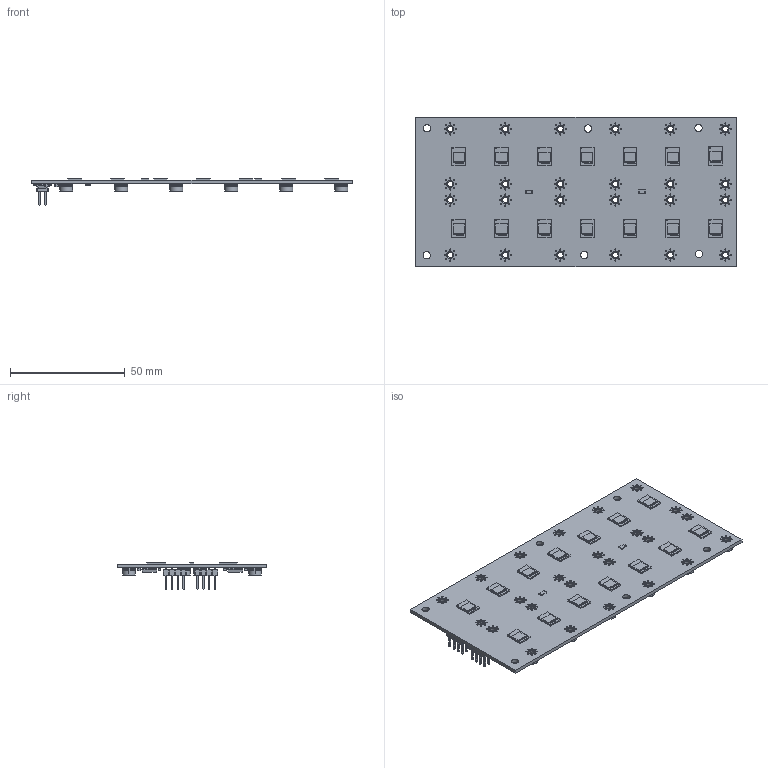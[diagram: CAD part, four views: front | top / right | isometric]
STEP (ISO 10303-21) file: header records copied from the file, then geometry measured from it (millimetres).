
FILE_DESCRIPTION(('KiCad electronic assembly'),'2;1');
FILE_NAME('EKO_Miner_AsicBoard-Template-01A.step','2024-11-17T03:05:09', ('Pcbnew'),('Kicad'),'Open CASCADE STEP processor 7.8', 'KiCad to STEP converter','Unknown');
FILE_SCHEMA(('AUTOMOTIVE_DESIGN { 1 0 10303 214 1 1 1 1 }'));
Length unit declared in the file: millimetre
Products named in the file (16): EKO_Miner_AsicBoard-Template-01A 1; BM1368xx; BM1368PB; R_1206_3216Metric; C_0805_2012Metric; SMTSO-M3-3ET; 1; PinHeader_2x04_P2.54mm_Vertical_SMD; PinHeader_2x04_P254mm_Vertical_SMD; SOT230P700X180-4N; MIC39100-3.3WS-TR; R_0805_2012Metric; EKO_Miner_AsicsBoard_Template_01A_PCB
Assembly tree (59 placements, depth 3):
  EKO_Miner_AsicBoard-Template-01A 1
    BM1368xx  x14
      BM1368PB
    R_1206_3216Metric  x2
      R_1206_3216Metric
    C_0805_2012Metric  x5
      C_0805_2012Metric
    SMTSO-M3-3ET  x24
      1
    PinHeader_2x04_P2.54mm_Vertical_SMD  x2
      PinHeader_2x04_P254mm_Vertical_SMD
    SOT230P700X180-4N  x2
      MIC39100-3.3WS-TR
    R_0805_2012Metric  x2
      R_0805_2012Metric
    EKO_Miner_AsicsBoard_Template_01A_PCB
Bounding box: 139.75 x 65 x 11.65 mm (x, y, z)
Volume: 16625.2 mm3; surface area: 25392.4 mm2
Topology: 60 solids, 204 shells, 8368 faces, 20884 edges, 13744 vertices
Faces by surface type: plane 6844, cylinder 808, extrusion 476, cone 192, torus 48
Full cylindrical faces by diameter (mm): 0.4 x14, 0.5 x192, 3.2 x30
Entity records: 35741 total; most frequent: CARTESIAN_POINT 6453, ORIENTED_EDGE 5116, DIRECTION 5063, EDGE_CURVE 2558, VECTOR 1835, LINE 1801, VERTEX_POINT 1674, AXIS2_PLACEMENT_3D 1614
